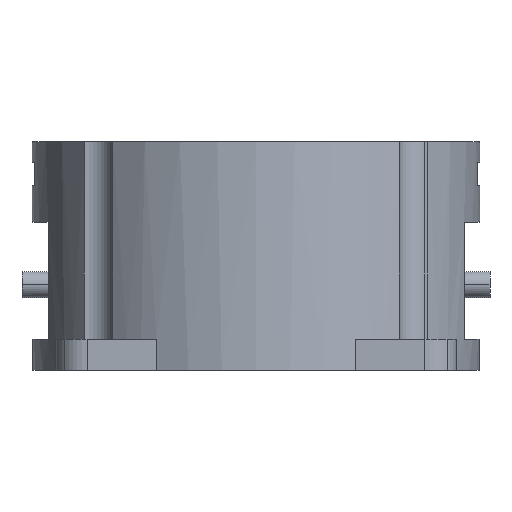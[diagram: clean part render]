
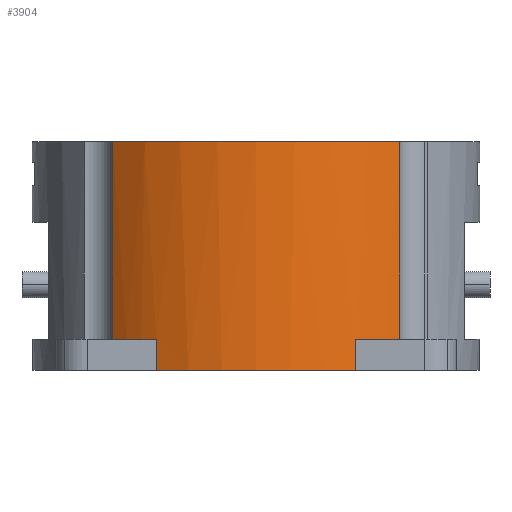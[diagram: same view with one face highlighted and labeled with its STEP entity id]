
A CAD part, front view. The second image highlights one B-rep face of the part: STEP entity #3904.
In plain terms, the highlighted cylindrical face has radius 21.5 mm (diameter 43 mm), a partial arc.
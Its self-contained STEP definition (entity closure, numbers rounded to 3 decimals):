
#831=CARTESIAN_POINT('',(13.764,-16.517,22.0));
#832=VERTEX_POINT('',#831);
#840=CARTESIAN_POINT('',(13.764,-16.517,3.));
#841=VERTEX_POINT('',#840);
#842=CARTESIAN_POINT('',(13.764,-16.517,3.));
#843=DIRECTION('',(0.0,0.0,1.0));
#844=VECTOR('',#843,19.0);
#845=LINE('',#842,#844);
#846=EDGE_CURVE('',#841,#832,#845,.T.);
#1595=CARTESIAN_POINT('',(9.575,-19.25,0.0));
#1596=VERTEX_POINT('',#1595);
#1603=CARTESIAN_POINT('',(-9.575,-19.25,0.0));
#1604=VERTEX_POINT('',#1603);
#1605=CARTESIAN_POINT('',(0.0,0.0,0.0));
#1606=DIRECTION('',(0.0,0.0,-1.0));
#1607=DIRECTION('',(-1.0,0.0,0.0));
#1608=AXIS2_PLACEMENT_3D('',#1605,#1606,#1607);
#1609=CIRCLE('',#1608,21.5);
#1610=EDGE_CURVE('',#1596,#1604,#1609,.T.);
#1856=CARTESIAN_POINT('',(-13.764,-16.517,22.0));
#1857=VERTEX_POINT('',#1856);
#1865=CARTESIAN_POINT('',(0.0,0.0,22.0));
#1866=DIRECTION('',(0.0,0.0,-1.0));
#1867=DIRECTION('',(-1.0,0.0,0.0));
#1868=AXIS2_PLACEMENT_3D('',#1865,#1866,#1867);
#1869=CIRCLE('',#1868,21.5);
#1870=EDGE_CURVE('',#832,#1857,#1869,.T.);
#3301=CARTESIAN_POINT('',(-13.764,-16.517,3.));
#3302=VERTEX_POINT('',#3301);
#3310=CARTESIAN_POINT('',(-13.764,-16.517,22.0));
#3311=DIRECTION('',(0.0,0.0,-1.0));
#3312=VECTOR('',#3311,19.0);
#3313=LINE('',#3310,#3312);
#3314=EDGE_CURVE('',#1857,#3302,#3313,.T.);
#3390=CARTESIAN_POINT('',(9.575,-19.25,3.));
#3391=VERTEX_POINT('',#3390);
#3392=CARTESIAN_POINT('',(0.0,0.0,3.));
#3393=DIRECTION('',(0.0,0.0,1.0));
#3394=DIRECTION('',(-1.0,0.0,0.0));
#3395=AXIS2_PLACEMENT_3D('',#3392,#3393,#3394);
#3396=CIRCLE('',#3395,21.5);
#3397=EDGE_CURVE('',#3391,#841,#3396,.T.);
#3468=CARTESIAN_POINT('',(-9.575,-19.25,3.));
#3469=VERTEX_POINT('',#3468);
#3476=CARTESIAN_POINT('',(0.0,0.0,3.));
#3477=DIRECTION('',(0.0,0.0,1.0));
#3478=DIRECTION('',(-1.0,0.0,0.0));
#3479=AXIS2_PLACEMENT_3D('',#3476,#3477,#3478);
#3480=CIRCLE('',#3479,21.5);
#3481=EDGE_CURVE('',#3302,#3469,#3480,.T.);
#3715=CARTESIAN_POINT('',(9.575,-19.25,0.0));
#3716=DIRECTION('',(0.0,0.0,1.0));
#3717=VECTOR('',#3716,3.);
#3718=LINE('',#3715,#3717);
#3719=EDGE_CURVE('',#1596,#3391,#3718,.T.);
#3749=CARTESIAN_POINT('',(-9.575,-19.25,3.));
#3750=DIRECTION('',(0.0,0.0,-1.0));
#3751=VECTOR('',#3750,3.);
#3752=LINE('',#3749,#3751);
#3753=EDGE_CURVE('',#3469,#1604,#3752,.T.);
#3889=CARTESIAN_POINT('',(0.0,0.0,0.0));
#3890=DIRECTION('',(0.0,0.0,1.0));
#3891=DIRECTION('',(-1.0,0.0,0.0));
#3892=AXIS2_PLACEMENT_3D('',#3889,#3890,#3891);
#3893=CYLINDRICAL_SURFACE('',#3892,21.5);
#3894=ORIENTED_EDGE('',*,*,#846,.T.);
#3895=ORIENTED_EDGE('',*,*,#1870,.T.);
#3896=ORIENTED_EDGE('',*,*,#3314,.T.);
#3897=ORIENTED_EDGE('',*,*,#3481,.T.);
#3898=ORIENTED_EDGE('',*,*,#3753,.T.);
#3899=ORIENTED_EDGE('',*,*,#1610,.F.);
#3900=ORIENTED_EDGE('',*,*,#3719,.T.);
#3901=ORIENTED_EDGE('',*,*,#3397,.T.);
#3902=EDGE_LOOP('',(#3894,#3895,#3896,#3897,#3898,#3899,#3900,#3901));
#3903=FACE_OUTER_BOUND('',#3902,.T.);
#3904=ADVANCED_FACE('',(#3903),#3893,.T.);
